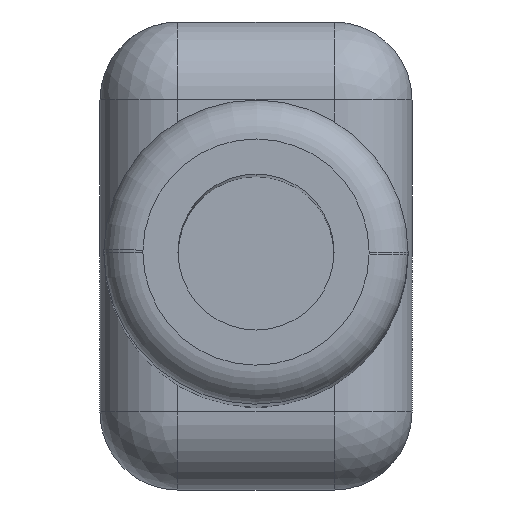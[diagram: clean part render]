
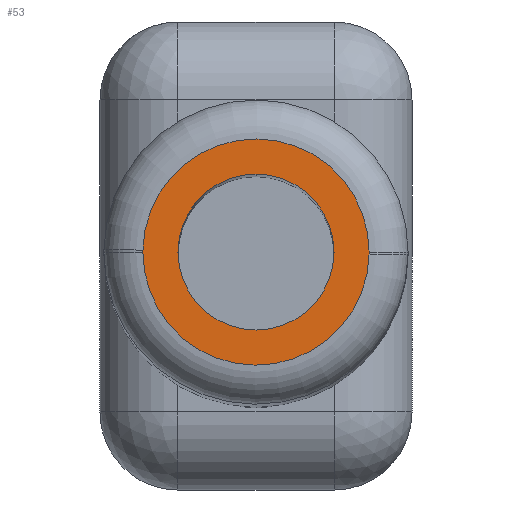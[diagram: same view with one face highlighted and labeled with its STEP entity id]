
A CAD part, top view. The second image highlights one B-rep face of the part: STEP entity #53.
In plain terms, the highlighted planar face has unit normal (0, 0, 1).
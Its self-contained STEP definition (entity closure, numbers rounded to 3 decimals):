
#53=ADVANCED_FACE('',(#140,#141),#142,.T.);
#140=FACE_OUTER_BOUND('',#301,.T.);
#141=FACE_BOUND('',#302,.T.);
#142=PLANE('',#303);
#301=EDGE_LOOP('',(#503,#504,#505,#506));
#302=EDGE_LOOP('',(#507,#508));
#303=AXIS2_PLACEMENT_3D('',#509,#510,#511);
#503=ORIENTED_EDGE('',*,*,#1078,.T.);
#504=ORIENTED_EDGE('',*,*,#1100,.T.);
#505=ORIENTED_EDGE('',*,*,#1082,.T.);
#506=ORIENTED_EDGE('',*,*,#1099,.T.);
#507=ORIENTED_EDGE('',*,*,#1101,.F.);
#508=ORIENTED_EDGE('',*,*,#1102,.F.);
#509=CARTESIAN_POINT('',(0.0,0.0,21.0));
#510=DIRECTION('',(0.0,0.0,1.0));
#511=DIRECTION('',(1.0,-0.0,0.0));
#1078=EDGE_CURVE('',#1276,#1273,#1277,.T.);
#1082=EDGE_CURVE('',#1284,#1281,#1285,.T.);
#1099=EDGE_CURVE('',#1281,#1276,#1311,.T.);
#1100=EDGE_CURVE('',#1273,#1284,#1312,.T.);
#1101=EDGE_CURVE('',#1313,#1314,#1315,.T.);
#1102=EDGE_CURVE('',#1314,#1313,#1316,.T.);
#1273=VERTEX_POINT('',#1591);
#1276=VERTEX_POINT('',#1594);
#1277=CIRCLE('',#1595,1.45);
#1281=VERTEX_POINT('',#1599);
#1284=VERTEX_POINT('',#1602);
#1285=CIRCLE('',#1603,1.45);
#1311=CIRCLE('',#1633,1.45);
#1312=CIRCLE('',#1634,1.45);
#1313=VERTEX_POINT('',#1635);
#1314=VERTEX_POINT('',#1636);
#1315=CIRCLE('',#1637,1.0);
#1316=CIRCLE('',#1638,1.0);
#1591=CARTESIAN_POINT('',(-1.45,0.025,21.0));
#1594=CARTESIAN_POINT('',(1.45,0.0,21.0));
#1595=AXIS2_PLACEMENT_3D('',#2085,#2086,#2087);
#1599=CARTESIAN_POINT('',(1.45,-0.025,21.0));
#1602=CARTESIAN_POINT('',(-1.45,0.0,21.0));
#1603=AXIS2_PLACEMENT_3D('',#2097,#2098,#2099);
#1633=AXIS2_PLACEMENT_3D('',#2140,#2141,#2142);
#1634=AXIS2_PLACEMENT_3D('',#2143,#2144,#2145);
#1635=CARTESIAN_POINT('',(0.0,-1.0,21.0));
#1636=CARTESIAN_POINT('',(0.0,1.0,21.0));
#1637=AXIS2_PLACEMENT_3D('',#2146,#2147,#2148);
#1638=AXIS2_PLACEMENT_3D('',#2149,#2150,#2151);
#2085=CARTESIAN_POINT('',(0.0,0.0,21.0));
#2086=DIRECTION('',(0.0,0.0,1.0));
#2087=DIRECTION('',(1.0,0.0,0.0));
#2097=CARTESIAN_POINT('',(0.0,0.0,21.0));
#2098=DIRECTION('',(0.0,0.0,1.0));
#2099=DIRECTION('',(-1.0,0.0,0.0));
#2140=CARTESIAN_POINT('',(0.0,0.0,21.0));
#2141=DIRECTION('',(0.0,0.0,1.0));
#2142=DIRECTION('',(-1.0,0.0,0.0));
#2143=CARTESIAN_POINT('',(0.0,0.0,21.0));
#2144=DIRECTION('',(0.0,0.0,1.0));
#2145=DIRECTION('',(1.0,0.0,0.0));
#2146=CARTESIAN_POINT('',(0.0,0.0,21.0));
#2147=DIRECTION('',(0.0,0.0,1.0));
#2148=DIRECTION('',(0.0,-1.0,0.0));
#2149=CARTESIAN_POINT('',(0.0,0.0,21.0));
#2150=DIRECTION('',(0.0,-0.0,1.0));
#2151=DIRECTION('',(0.0,1.0,0.0));
